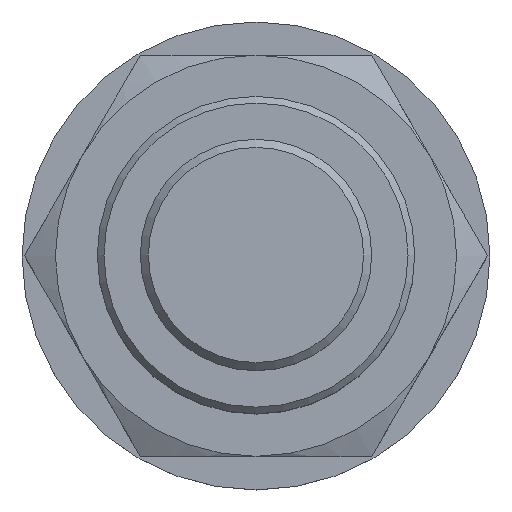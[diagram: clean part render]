
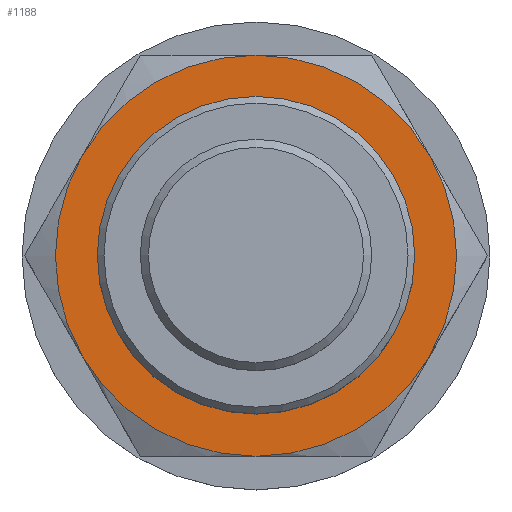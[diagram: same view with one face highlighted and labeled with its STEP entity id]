
A CAD part, top view. The second image highlights one B-rep face of the part: STEP entity #1188.
In plain terms, the highlighted planar face has unit normal (0, 0, 1).
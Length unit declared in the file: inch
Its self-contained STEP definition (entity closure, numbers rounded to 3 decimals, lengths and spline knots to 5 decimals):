
#184=FACE_BOUND('',#368,.T.);
#254=FACE_OUTER_BOUND('',#367,.T.);
#367=EDGE_LOOP('',(#885,#886,#887,#888,#889,#890));
#368=EDGE_LOOP('',(#891,#892,#893,#894));
#473=CIRCLE('',#1324,0.5);
#476=CIRCLE('',#1329,0.5);
#478=CIRCLE('',#1337,0.75);
#479=CIRCLE('',#1340,0.75);
#480=CIRCLE('',#1342,0.75);
#481=CIRCLE('',#1347,0.75);
#482=CIRCLE('',#1350,0.75);
#483=CIRCLE('',#1351,0.75);
#484=CIRCLE('',#1352,0.5);
#485=CIRCLE('',#1353,0.5);
#548=VERTEX_POINT('',#1940);
#549=VERTEX_POINT('',#1942);
#552=VERTEX_POINT('',#1949);
#553=VERTEX_POINT('',#1951);
#559=VERTEX_POINT('',#2226);
#562=VERTEX_POINT('',#2243);
#567=VERTEX_POINT('',#2264);
#568=VERTEX_POINT('',#2283);
#571=VERTEX_POINT('',#2307);
#574=VERTEX_POINT('',#2323);
#655=EDGE_CURVE('',#548,#549,#473,.T.);
#659=EDGE_CURVE('',#552,#553,#476,.T.);
#680=EDGE_CURVE('',#559,#567,#478,.T.);
#681=EDGE_CURVE('',#562,#559,#479,.T.);
#682=EDGE_CURVE('',#568,#562,#480,.T.);
#689=EDGE_CURVE('',#567,#571,#481,.T.);
#694=EDGE_CURVE('',#571,#574,#482,.T.);
#695=EDGE_CURVE('',#574,#568,#483,.T.);
#696=EDGE_CURVE('',#553,#548,#484,.T.);
#697=EDGE_CURVE('',#549,#552,#485,.T.);
#885=ORIENTED_EDGE('',*,*,#682,.T.);
#886=ORIENTED_EDGE('',*,*,#681,.T.);
#887=ORIENTED_EDGE('',*,*,#680,.T.);
#888=ORIENTED_EDGE('',*,*,#689,.T.);
#889=ORIENTED_EDGE('',*,*,#694,.T.);
#890=ORIENTED_EDGE('',*,*,#695,.T.);
#891=ORIENTED_EDGE('',*,*,#696,.F.);
#892=ORIENTED_EDGE('',*,*,#659,.F.);
#893=ORIENTED_EDGE('',*,*,#697,.F.);
#894=ORIENTED_EDGE('',*,*,#655,.F.);
#1040=PLANE('',#1349);
#1188=ADVANCED_FACE('',(#254,#184),#1040,.T.);
#1324=AXIS2_PLACEMENT_3D('',#1943,#1565,#1566);
#1329=AXIS2_PLACEMENT_3D('',#1952,#1575,#1576);
#1337=AXIS2_PLACEMENT_3D('',#2278,#1595,#1596);
#1340=AXIS2_PLACEMENT_3D('',#2281,#1601,#1602);
#1342=AXIS2_PLACEMENT_3D('',#2284,#1605,#1606);
#1347=AXIS2_PLACEMENT_3D('',#2308,#1616,#1617);
#1349=AXIS2_PLACEMENT_3D('',#2322,#1621,#1622);
#1350=AXIS2_PLACEMENT_3D('',#2324,#1623,#1624);
#1351=AXIS2_PLACEMENT_3D('',#2325,#1625,#1626);
#1352=AXIS2_PLACEMENT_3D('',#2326,#1627,#1628);
#1353=AXIS2_PLACEMENT_3D('',#2327,#1629,#1630);
#1565=DIRECTION('center_axis',(0.,0.,1.));
#1566=DIRECTION('ref_axis',(0.5,-0.866,0.));
#1575=DIRECTION('center_axis',(0.,0.,1.));
#1576=DIRECTION('ref_axis',(0.5,-0.866,0.));
#1595=DIRECTION('center_axis',(0.,0.,1.));
#1596=DIRECTION('ref_axis',(0.5,-0.866,0.));
#1601=DIRECTION('center_axis',(0.,0.,1.));
#1602=DIRECTION('ref_axis',(0.5,-0.866,0.));
#1605=DIRECTION('center_axis',(0.,0.,1.));
#1606=DIRECTION('ref_axis',(0.5,-0.866,0.));
#1616=DIRECTION('center_axis',(0.,0.,1.));
#1617=DIRECTION('ref_axis',(0.5,-0.866,0.));
#1621=DIRECTION('center_axis',(0.,0.,1.));
#1622=DIRECTION('ref_axis',(0.5,-0.866,0.));
#1623=DIRECTION('center_axis',(0.,0.,1.));
#1624=DIRECTION('ref_axis',(0.5,-0.866,0.));
#1625=DIRECTION('center_axis',(0.,0.,1.));
#1626=DIRECTION('ref_axis',(0.5,-0.866,0.));
#1627=DIRECTION('center_axis',(0.,0.,1.));
#1628=DIRECTION('ref_axis',(0.5,-0.866,0.));
#1629=DIRECTION('center_axis',(0.,0.,1.));
#1630=DIRECTION('ref_axis',(0.5,-0.866,0.));
#1940=CARTESIAN_POINT('',(0.31416,0.38898,1.39688));
#1942=CARTESIAN_POINT('',(-0.49394,-0.07758,1.39688));
#1943=CARTESIAN_POINT('Origin',(0.,0.,1.39688));
#1949=CARTESIAN_POINT('',(-0.43174,-0.25219,1.39688));
#1951=CARTESIAN_POINT('',(0.43427,0.24781,1.39688));
#1952=CARTESIAN_POINT('Origin',(0.,0.,1.39688));
#2226=CARTESIAN_POINT('',(0.64952,-0.375,1.39688));
#2243=CARTESIAN_POINT('',(0.,-0.75,1.39688));
#2264=CARTESIAN_POINT('',(0.64952,0.375,1.39688));
#2278=CARTESIAN_POINT('Origin',(0.,0.,1.39688));
#2281=CARTESIAN_POINT('Origin',(0.,0.,1.39688));
#2283=CARTESIAN_POINT('',(-0.64952,-0.375,1.39688));
#2284=CARTESIAN_POINT('Origin',(0.,0.,1.39688));
#2307=CARTESIAN_POINT('',(0.,0.75,1.39688));
#2308=CARTESIAN_POINT('Origin',(0.,0.,1.39688));
#2322=CARTESIAN_POINT('Origin',(0.86603,0.,
1.39688));
#2323=CARTESIAN_POINT('',(-0.64952,0.375,1.39688));
#2324=CARTESIAN_POINT('Origin',(0.,0.,1.39688));
#2325=CARTESIAN_POINT('Origin',(0.,0.,1.39688));
#2326=CARTESIAN_POINT('Origin',(0.,0.,1.39688));
#2327=CARTESIAN_POINT('Origin',(0.,0.,1.39688));
